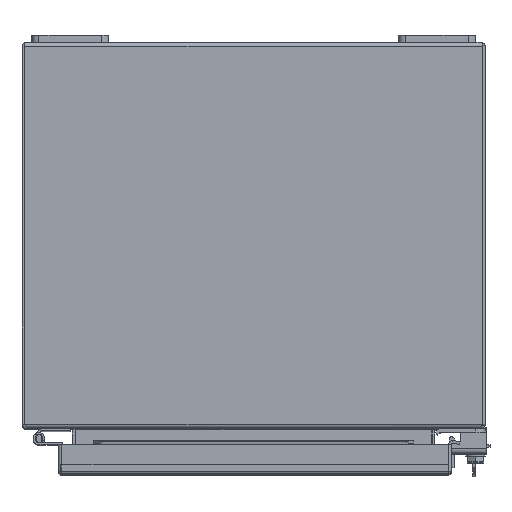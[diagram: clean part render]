
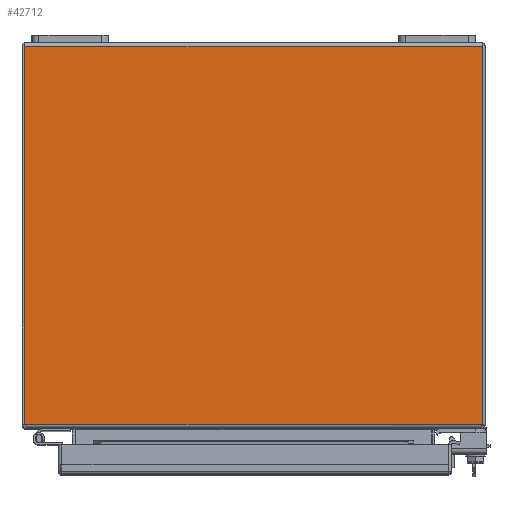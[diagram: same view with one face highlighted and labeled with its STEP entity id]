
A CAD part, top view. The second image highlights one B-rep face of the part: STEP entity #42712.
In plain terms, the highlighted planar face has unit normal (0, 0, 1).
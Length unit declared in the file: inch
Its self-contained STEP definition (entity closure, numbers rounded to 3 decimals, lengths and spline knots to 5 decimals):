
#764 = VERTEX_POINT ( 'NONE', #9157 ) ;
#2474 = DIRECTION ( 'NONE',  ( 0., 0., -1. ) ) ;
#2792 = LINE ( 'NONE', #36751, #33673 ) ;
#2860 = ORIENTED_EDGE ( 'NONE', *, *, #38903, .F. ) ;
#4116 = VERTEX_POINT ( 'NONE', #8414 ) ;
#6356 = VERTEX_POINT ( 'NONE', #6459 ) ;
#6459 = CARTESIAN_POINT ( 'NONE',  ( -5.92792, -0.108, 8. ) ) ;
#6472 = CARTESIAN_POINT ( 'NONE',  ( -5.892, -0.06248, 8. ) ) ;
#6823 = ORIENTED_EDGE ( 'NONE', *, *, #22408, .F. ) ;
#6986 = DIRECTION ( 'NONE',  ( 0., -1., 0. ) ) ;
#8414 = CARTESIAN_POINT ( 'NONE',  ( 5.92792, -0.108, 8. ) ) ;
#9157 = CARTESIAN_POINT ( 'NONE',  ( 5.92792, -9.892, 8. ) ) ;
#10644 = LINE ( 'NONE', #27054, #34796 ) ;
#12764 = CARTESIAN_POINT ( 'NONE',  ( 5.92792, 39.37008, 8. ) ) ;
#15967 = ORIENTED_EDGE ( 'NONE', *, *, #42037, .T. ) ;
#16679 = EDGE_CURVE ( 'NONE', #764, #23726, #17597, .T. ) ;
#17435 = AXIS2_PLACEMENT_3D ( 'NONE', #6472, #2474, #19949 ) ;
#17597 = LINE ( 'NONE', #20938, #21888 ) ;
#19086 = PLANE ( 'NONE',  #17435 ) ;
#19949 = DIRECTION ( 'NONE',  ( 0., 1., 0. ) ) ;
#20938 = CARTESIAN_POINT ( 'NONE',  ( -5.892, -9.892, 8. ) ) ;
#21608 = ORIENTED_EDGE ( 'NONE', *, *, #16679, .F. ) ;
#21888 = VECTOR ( 'NONE', #28293, 39.37008 ) ;
#22408 = EDGE_CURVE ( 'NONE', #4116, #764, #29469, .T. ) ;
#23191 = DIRECTION ( 'NONE',  ( 0., -1., 0. ) ) ;
#23488 = DIRECTION ( 'NONE',  ( 1., 0., 0. ) ) ;
#23726 = VERTEX_POINT ( 'NONE', #40367 ) ;
#24424 = VECTOR ( 'NONE', #23191, 39.37008 ) ;
#24648 = FACE_OUTER_BOUND ( 'NONE', #41044, .T. ) ;
#27054 = CARTESIAN_POINT ( 'NONE',  ( -5.892, -0.108, 8. ) ) ;
#28293 = DIRECTION ( 'NONE',  ( -1., 0., 0. ) ) ;
#29469 = LINE ( 'NONE', #12764, #24424 ) ;
#33673 = VECTOR ( 'NONE', #6986, 39.37008 ) ;
#34796 = VECTOR ( 'NONE', #23488, 39.37008 ) ;
#36751 = CARTESIAN_POINT ( 'NONE',  ( -5.92792, 39.37008, 8. ) ) ;
#38903 = EDGE_CURVE ( 'NONE', #6356, #4116, #10644, .T. ) ;
#40367 = CARTESIAN_POINT ( 'NONE',  ( -5.92792, -9.892, 8. ) ) ;
#41044 = EDGE_LOOP ( 'NONE', ( #21608, #6823, #2860, #15967 ) ) ;
#42037 = EDGE_CURVE ( 'NONE', #6356, #23726, #2792, .T. ) ;
#42712 = ADVANCED_FACE ( 'NONE', ( #24648 ), #19086, .F. ) ;
